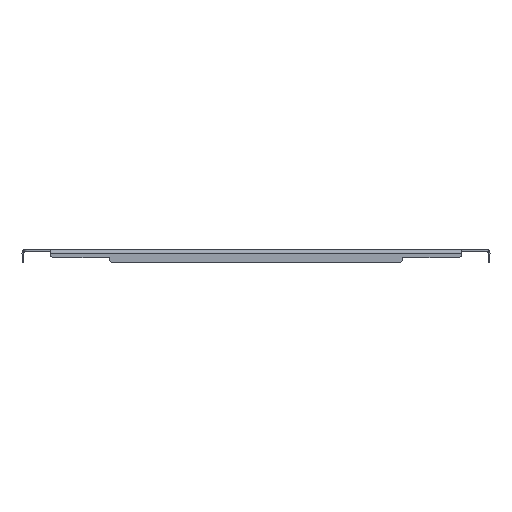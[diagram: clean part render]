
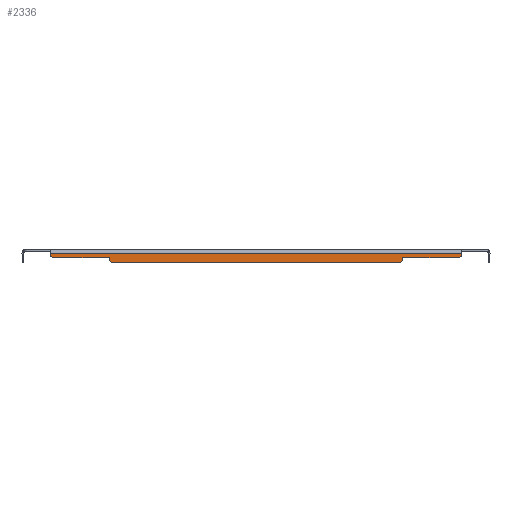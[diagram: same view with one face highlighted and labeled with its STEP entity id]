
A CAD part, front view. The second image highlights one B-rep face of the part: STEP entity #2336.
In plain terms, the highlighted planar face has unit normal (0, -1, 0).
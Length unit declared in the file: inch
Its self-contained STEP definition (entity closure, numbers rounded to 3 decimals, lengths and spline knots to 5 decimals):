
#28 = ORIENTED_EDGE ( 'NONE', *, *, #399, .T. ) ;
#33 = VERTEX_POINT ( 'NONE', #4005 ) ;
#127 = VERTEX_POINT ( 'NONE', #1789 ) ;
#165 = EDGE_LOOP ( 'NONE', ( #2604, #4045, #1763, #881, #2858, #1634, #1728, #4084, #28, #3963, #3091, #3321 ) ) ;
#172 = LINE ( 'NONE', #2073, #806 ) ;
#184 = AXIS2_PLACEMENT_3D ( 'NONE', #3867, #1270, #1311 ) ;
#188 = VERTEX_POINT ( 'NONE', #1839 ) ;
#222 = AXIS2_PLACEMENT_3D ( 'NONE', #3026, #3375, #3834 ) ;
#272 = AXIS2_PLACEMENT_3D ( 'NONE', #2417, #1810, #1721 ) ;
#283 = CARTESIAN_POINT ( 'NONE',  ( 10.34375, -22.46875, -0.625 ) ) ;
#331 = CARTESIAN_POINT ( 'NONE',  ( -16.34375, -22.46875, 0. ) ) ;
#397 = EDGE_CURVE ( 'NONE', #868, #127, #2756, .T. ) ;
#399 = EDGE_CURVE ( 'NONE', #188, #4055, #2313, .T. ) ;
#472 = CARTESIAN_POINT ( 'NONE',  ( 14.46875, -22.46875, -0.237 ) ) ;
#605 = VECTOR ( 'NONE', #2233, 39.37008 ) ;
#633 = DIRECTION ( 'NONE',  ( 0., -1., 0. ) ) ;
#712 = EDGE_CURVE ( 'NONE', #3591, #4014, #4081, .T. ) ;
#779 = CARTESIAN_POINT ( 'NONE',  ( -14.46875, -22.46875, 0. ) ) ;
#806 = VECTOR ( 'NONE', #1470, 39.37008 ) ;
#868 = VERTEX_POINT ( 'NONE', #3550 ) ;
#881 = ORIENTED_EDGE ( 'NONE', *, *, #4052, .F. ) ;
#889 = CARTESIAN_POINT ( 'NONE',  ( -10.34375, -22.46875, -0.71875 ) ) ;
#930 = DIRECTION ( 'NONE',  ( 0., 0., -1. ) ) ;
#974 = PLANE ( 'NONE',  #2688 ) ;
#1005 = LINE ( 'NONE', #1337, #2014 ) ;
#1091 = CARTESIAN_POINT ( 'NONE',  ( -10.34375, -22.46875, -0.5625 ) ) ;
#1270 = DIRECTION ( 'NONE',  ( 0., -1., 0. ) ) ;
#1274 = LINE ( 'NONE', #3551, #1690 ) ;
#1293 = CARTESIAN_POINT ( 'NONE',  ( 10.09375, -22.46875, -0.625 ) ) ;
#1310 = CARTESIAN_POINT ( 'NONE',  ( 14.46875, -22.46875, -0.237 ) ) ;
#1311 = DIRECTION ( 'NONE',  ( 0., 0., -1. ) ) ;
#1337 = CARTESIAN_POINT ( 'NONE',  ( 10.34375, -22.46875, -0.71875 ) ) ;
#1470 = DIRECTION ( 'NONE',  ( 1., 0., 0. ) ) ;
#1562 = VECTOR ( 'NONE', #3058, 39.37008 ) ;
#1634 = ORIENTED_EDGE ( 'NONE', *, *, #4111, .T. ) ;
#1690 = VECTOR ( 'NONE', #2215, 39.37008 ) ;
#1721 = DIRECTION ( 'NONE',  ( 0., 0., -1. ) ) ;
#1728 = ORIENTED_EDGE ( 'NONE', *, *, #1835, .T. ) ;
#1763 = ORIENTED_EDGE ( 'NONE', *, *, #712, .T. ) ;
#1786 = CARTESIAN_POINT ( 'NONE',  ( -10.09375, -22.46875, -0.875 ) ) ;
#1787 = CARTESIAN_POINT ( 'NONE',  ( 10.09375, -22.46875, -0.875 ) ) ;
#1789 = CARTESIAN_POINT ( 'NONE',  ( -14.46875, -22.46875, -0.3125 ) ) ;
#1810 = DIRECTION ( 'NONE',  ( 0., -1., 0. ) ) ;
#1835 = EDGE_CURVE ( 'NONE', #3074, #2491, #1274, .T. ) ;
#1839 = CARTESIAN_POINT ( 'NONE',  ( -10.34375, -22.46875, -0.625 ) ) ;
#1853 = VECTOR ( 'NONE', #4062, 39.37008 ) ;
#1943 = CARTESIAN_POINT ( 'NONE',  ( 14.21875, -22.46875, -0.5625 ) ) ;
#2014 = VECTOR ( 'NONE', #3634, 39.37008 ) ;
#2021 = VERTEX_POINT ( 'NONE', #283 ) ;
#2073 = CARTESIAN_POINT ( 'NONE',  ( -16.34375, -22.46875, -0.875 ) ) ;
#2090 = EDGE_CURVE ( 'NONE', #33, #2021, #1005, .T. ) ;
#2186 = CARTESIAN_POINT ( 'NONE',  ( -16.34375, -22.46875, -0.5625 ) ) ;
#2215 = DIRECTION ( 'NONE',  ( 1., 0., 0. ) ) ;
#2233 = DIRECTION ( 'NONE',  ( 0., 0., -1. ) ) ;
#2234 = DIRECTION ( 'NONE',  ( 0., 0., -1. ) ) ;
#2254 = DIRECTION ( 'NONE',  ( 0., -1., 0. ) ) ;
#2313 = CIRCLE ( 'NONE', #222, 0.25 ) ;
#2336 = ADVANCED_FACE ( 'NONE', ( #3846 ), #974, .T. ) ;
#2371 = VERTEX_POINT ( 'NONE', #1943 ) ;
#2388 = EDGE_CURVE ( 'NONE', #2605, #2021, #3986, .T. ) ;
#2417 = CARTESIAN_POINT ( 'NONE',  ( -14.21875, -22.46875, -0.3125 ) ) ;
#2425 = EDGE_CURVE ( 'NONE', #2371, #3591, #3588, .T. ) ;
#2491 = VERTEX_POINT ( 'NONE', #1091 ) ;
#2575 = CIRCLE ( 'NONE', #272, 0.25 ) ;
#2604 = ORIENTED_EDGE ( 'NONE', *, *, #4207, .T. ) ;
#2605 = VERTEX_POINT ( 'NONE', #1787 ) ;
#2688 = AXIS2_PLACEMENT_3D ( 'NONE', #331, #2254, #930 ) ;
#2728 = CARTESIAN_POINT ( 'NONE',  ( 14.46875, -22.46875, 0. ) ) ;
#2756 = LINE ( 'NONE', #779, #1853 ) ;
#2858 = ORIENTED_EDGE ( 'NONE', *, *, #397, .T. ) ;
#3026 = CARTESIAN_POINT ( 'NONE',  ( -10.09375, -22.46875, -0.625 ) ) ;
#3058 = DIRECTION ( 'NONE',  ( 1., 0., 0. ) ) ;
#3074 = VERTEX_POINT ( 'NONE', #3935 ) ;
#3091 = ORIENTED_EDGE ( 'NONE', *, *, #2388, .T. ) ;
#3151 = DIRECTION ( 'NONE',  ( 1., 0., 0. ) ) ;
#3257 = VECTOR ( 'NONE', #3151, 39.37008 ) ;
#3321 = ORIENTED_EDGE ( 'NONE', *, *, #2090, .F. ) ;
#3375 = DIRECTION ( 'NONE',  ( 0., -1., 0. ) ) ;
#3378 = AXIS2_PLACEMENT_3D ( 'NONE', #1293, #633, #2234 ) ;
#3384 = LINE ( 'NONE', #472, #1562 ) ;
#3482 = LINE ( 'NONE', #889, #605 ) ;
#3550 = CARTESIAN_POINT ( 'NONE',  ( -14.46875, -22.46875, -0.237 ) ) ;
#3551 = CARTESIAN_POINT ( 'NONE',  ( -16.34375, -22.46875, -0.5625 ) ) ;
#3588 = CIRCLE ( 'NONE', #184, 0.25 ) ;
#3591 = VERTEX_POINT ( 'NONE', #3999 ) ;
#3634 = DIRECTION ( 'NONE',  ( 0., 0., -1. ) ) ;
#3834 = DIRECTION ( 'NONE',  ( 0., 0., -1. ) ) ;
#3845 = EDGE_CURVE ( 'NONE', #2491, #188, #3482, .T. ) ;
#3846 = FACE_OUTER_BOUND ( 'NONE', #165, .T. ) ;
#3867 = CARTESIAN_POINT ( 'NONE',  ( 14.21875, -22.46875, -0.3125 ) ) ;
#3935 = CARTESIAN_POINT ( 'NONE',  ( -14.21875, -22.46875, -0.5625 ) ) ;
#3963 = ORIENTED_EDGE ( 'NONE', *, *, #4174, .T. ) ;
#3986 = CIRCLE ( 'NONE', #3378, 0.25 ) ;
#3999 = CARTESIAN_POINT ( 'NONE',  ( 14.46875, -22.46875, -0.3125 ) ) ;
#4005 = CARTESIAN_POINT ( 'NONE',  ( 10.34375, -22.46875, -0.5625 ) ) ;
#4014 = VERTEX_POINT ( 'NONE', #1310 ) ;
#4032 = DIRECTION ( 'NONE',  ( 0., 0., 1. ) ) ;
#4045 = ORIENTED_EDGE ( 'NONE', *, *, #2425, .T. ) ;
#4052 = EDGE_CURVE ( 'NONE', #868, #4014, #3384, .T. ) ;
#4055 = VERTEX_POINT ( 'NONE', #1786 ) ;
#4062 = DIRECTION ( 'NONE',  ( 0., 0., -1. ) ) ;
#4081 = LINE ( 'NONE', #2728, #4099 ) ;
#4084 = ORIENTED_EDGE ( 'NONE', *, *, #3845, .T. ) ;
#4099 = VECTOR ( 'NONE', #4032, 39.37008 ) ;
#4111 = EDGE_CURVE ( 'NONE', #127, #3074, #2575, .T. ) ;
#4174 = EDGE_CURVE ( 'NONE', #4055, #2605, #172, .T. ) ;
#4193 = LINE ( 'NONE', #2186, #3257 ) ;
#4207 = EDGE_CURVE ( 'NONE', #33, #2371, #4193, .T. ) ;
